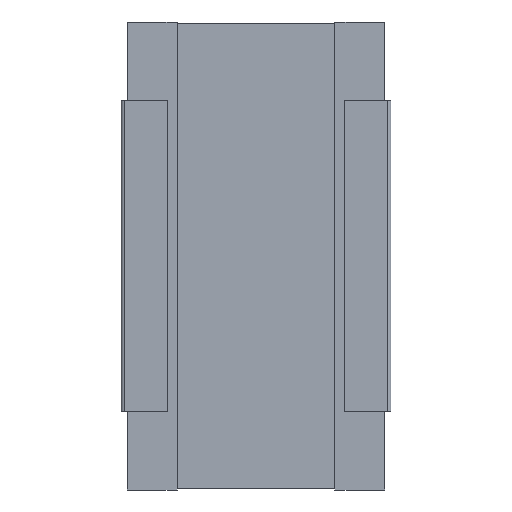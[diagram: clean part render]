
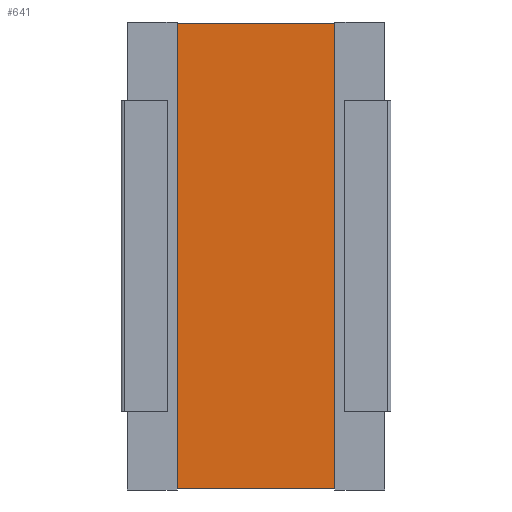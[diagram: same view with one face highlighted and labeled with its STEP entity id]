
A CAD part, front view. The second image highlights one B-rep face of the part: STEP entity #641.
In plain terms, the highlighted planar face has unit normal (0, -1, 0).
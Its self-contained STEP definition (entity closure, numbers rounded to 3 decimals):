
#352 = VECTOR ( 'NONE', #870, 1000. ) ;
#422 = EDGE_CURVE ( 'NONE', #3574, #513, #871, .T. ) ;
#513 = VERTEX_POINT ( 'NONE', #1019 ) ;
#641 = ADVANCED_FACE ( 'NONE', ( #2768 ), #3416, .F. ) ;
#815 = ORIENTED_EDGE ( 'NONE', *, *, #422, .F. ) ;
#858 = DIRECTION ( 'NONE',  ( 0., 0., 1. ) ) ;
#870 = DIRECTION ( 'NONE',  ( -1., 0., 0. ) ) ;
#871 = LINE ( 'NONE', #2754, #3599 ) ;
#1019 = CARTESIAN_POINT ( 'NONE',  ( 3.199, 0.1, -0.1 ) ) ;
#1128 = CARTESIAN_POINT ( 'NONE',  ( 3.199, 0.1, -0.1 ) ) ;
#1326 = CARTESIAN_POINT ( 'NONE',  ( 3.199, 0.1, -29.9 ) ) ;
#1351 = CARTESIAN_POINT ( 'NONE',  ( 3.199, 0.1, -30. ) ) ;
#1368 = DIRECTION ( 'NONE',  ( 0., 1., 0. ) ) ;
#1432 = ORIENTED_EDGE ( 'NONE', *, *, #1688, .T. ) ;
#1476 = ORIENTED_EDGE ( 'NONE', *, *, #2328, .T. ) ;
#1669 = VERTEX_POINT ( 'NONE', #3410 ) ;
#1680 = LINE ( 'NONE', #1128, #352 ) ;
#1688 = EDGE_CURVE ( 'NONE', #2070, #513, #1680, .T. ) ;
#1842 = ORIENTED_EDGE ( 'NONE', *, *, #2101, .T. ) ;
#1844 = CARTESIAN_POINT ( 'NONE',  ( 3.199, 0.1, -29.9 ) ) ;
#1958 = VECTOR ( 'NONE', #3119, 1000. ) ;
#2070 = VERTEX_POINT ( 'NONE', #2188 ) ;
#2101 = EDGE_CURVE ( 'NONE', #3574, #1669, #3123, .T. ) ;
#2188 = CARTESIAN_POINT ( 'NONE',  ( 13.301, 0.1, -0.1 ) ) ;
#2219 = LINE ( 'NONE', #3199, #2652 ) ;
#2328 = EDGE_CURVE ( 'NONE', #1669, #2070, #2219, .T. ) ;
#2652 = VECTOR ( 'NONE', #858, 1000. ) ;
#2754 = CARTESIAN_POINT ( 'NONE',  ( 3.199, 0.1, -30. ) ) ;
#2768 = FACE_OUTER_BOUND ( 'NONE', #3531, .T. ) ;
#2947 = AXIS2_PLACEMENT_3D ( 'NONE', #1351, #1368, #3428 ) ;
#3119 = DIRECTION ( 'NONE',  ( 1., 0., 0. ) ) ;
#3123 = LINE ( 'NONE', #1326, #1958 ) ;
#3199 = CARTESIAN_POINT ( 'NONE',  ( 13.301, 0.1, -30. ) ) ;
#3301 = DIRECTION ( 'NONE',  ( 0., 0., 1. ) ) ;
#3410 = CARTESIAN_POINT ( 'NONE',  ( 13.301, 0.1, -29.9 ) ) ;
#3416 = PLANE ( 'NONE',  #2947 ) ;
#3428 = DIRECTION ( 'NONE',  ( 0., 0., 1. ) ) ;
#3531 = EDGE_LOOP ( 'NONE', ( #1476, #1432, #815, #1842 ) ) ;
#3574 = VERTEX_POINT ( 'NONE', #1844 ) ;
#3599 = VECTOR ( 'NONE', #3301, 1000. ) ;
